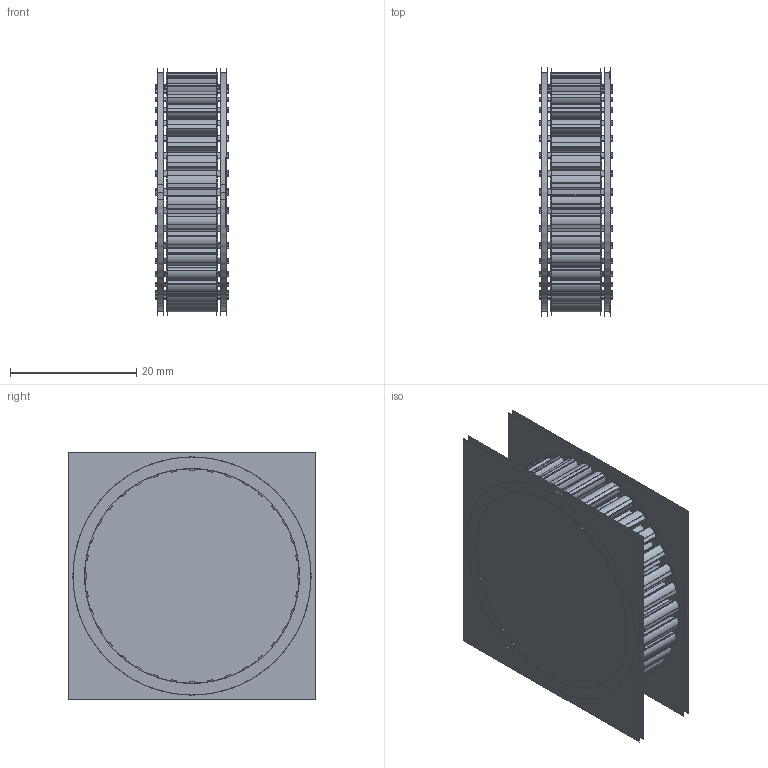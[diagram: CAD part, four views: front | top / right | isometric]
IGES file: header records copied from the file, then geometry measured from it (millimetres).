
Start section:  PTC IGES file: fe438m.igs
Global section: file name: fe438m.igs; native system: Creo Parametric by Parametric Technology Corporation; preprocessor: 2013150; author: sales 4; organization: Unknown; date: 20140324.141732; units: millimetre
Bounding box: 11.44 x 39.31 x 39.31 mm (x, y, z)
Volume: 2379.4 mm3; surface area: 55978 mm2
Topology: 37 solids, 37 shells, 2942 faces, 15696 edges, 19884 vertices
Faces by surface type: bspline 1494, revolution 1448
